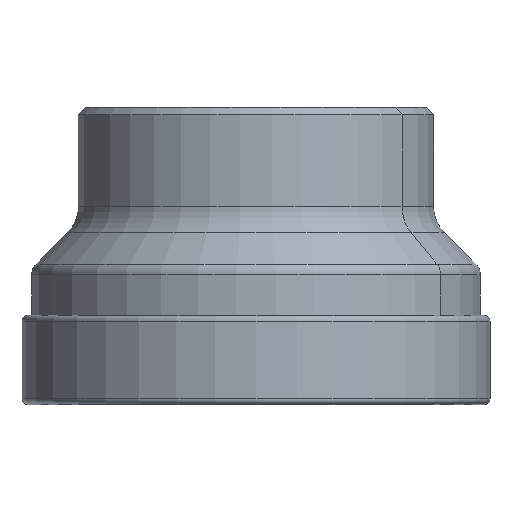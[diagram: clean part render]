
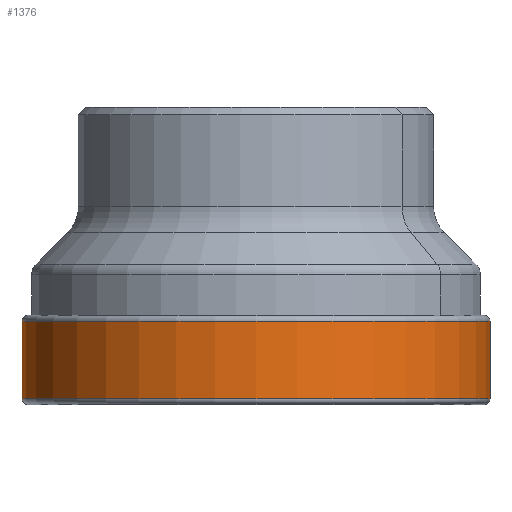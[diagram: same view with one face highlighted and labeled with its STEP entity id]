
A CAD part, left-side view. The second image highlights one B-rep face of the part: STEP entity #1376.
In plain terms, the highlighted cylindrical face has radius 31.5 mm (diameter 63 mm), a partial arc.
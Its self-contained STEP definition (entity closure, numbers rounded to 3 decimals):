
#246=DIRECTION('',(0.,0.,1.));
#247=VECTOR('',#246,10.4);
#248=CARTESIAN_POINT('',(0.,31.5,-39.2));
#249=LINE('',#248,#247);
#253=DIRECTION('',(0.,0.,1.));
#254=VECTOR('',#253,10.4);
#255=CARTESIAN_POINT('',(0.,-31.5,-39.2));
#256=LINE('',#255,#254);
#260=CARTESIAN_POINT('',(0.,0.,-39.2));
#261=DIRECTION('',(0.,0.,1.));
#262=DIRECTION('',(0.,1.,0.));
#263=AXIS2_PLACEMENT_3D('',#260,#261,#262);
#300=CARTESIAN_POINT('',(0.,0.,-28.8));
#301=DIRECTION('',(0.,0.,1.));
#302=DIRECTION('',(0.,1.,0.));
#303=AXIS2_PLACEMENT_3D('',#300,#301,#302);
#1062=CARTESIAN_POINT('',(0.,31.5,-39.2));
#1063=CARTESIAN_POINT('',(0.,31.5,-28.8));
#1064=VERTEX_POINT('',#1062);
#1065=VERTEX_POINT('',#1063);
#1074=CARTESIAN_POINT('',(0.,-31.5,-39.2));
#1075=CARTESIAN_POINT('',(0.,-31.5,-28.8));
#1076=VERTEX_POINT('',#1074);
#1077=VERTEX_POINT('',#1075);
#1362=CARTESIAN_POINT('',(0.,0.,120.924));
#1363=DIRECTION('',(0.,0.,-1.));
#1364=DIRECTION('',(0.,-1.,0.));
#1365=AXIS2_PLACEMENT_3D('',#1362,#1363,#1364);
#1366=CYLINDRICAL_SURFACE('',#1365,31.5);
#1368=ORIENTED_EDGE('',*,*,#1367,.T.);
#1370=ORIENTED_EDGE('',*,*,#1369,.T.);
#1372=ORIENTED_EDGE('',*,*,#1371,.F.);
#1373=ORIENTED_EDGE('',*,*,#1343,.F.);
#1374=EDGE_LOOP('',(#1368,#1370,#1372,#1373));
#1375=FACE_OUTER_BOUND('',#1374,.F.);
#264=CIRCLE('',#263,31.5);
#304=CIRCLE('',#303,31.5);
#1343=EDGE_CURVE('',#1064,#1076,#264,.T.);
#1367=EDGE_CURVE('',#1064,#1065,#249,.T.);
#1369=EDGE_CURVE('',#1065,#1077,#304,.T.);
#1371=EDGE_CURVE('',#1076,#1077,#256,.T.);
#1376=ADVANCED_FACE('',(#1375),#1366,.T.);
